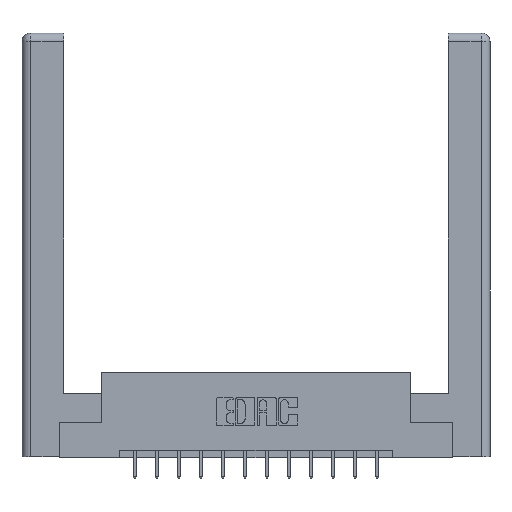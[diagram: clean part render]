
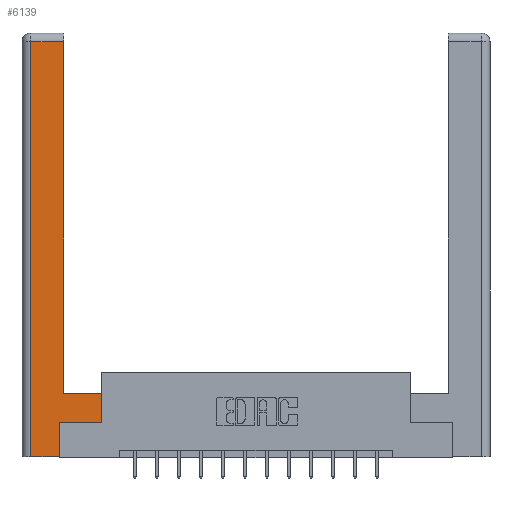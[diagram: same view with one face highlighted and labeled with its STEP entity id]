
A CAD part, top view. The second image highlights one B-rep face of the part: STEP entity #6139.
In plain terms, the highlighted planar face has unit normal (0, 0, 1).
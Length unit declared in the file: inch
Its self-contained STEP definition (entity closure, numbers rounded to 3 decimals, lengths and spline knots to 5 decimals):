
#9 = CARTESIAN_POINT ( 'NONE',  ( 0.295, 3., 0. ) ) ;
#425 = VERTEX_POINT ( 'NONE', #8050 ) ;
#1030 = LINE ( 'NONE', #12154, #6627 ) ;
#1091 = FACE_OUTER_BOUND ( 'NONE', #15079, .T. ) ;
#1452 = CARTESIAN_POINT ( 'NONE',  ( 0.295, 2.94, 0. ) ) ;
#1460 = LINE ( 'NONE', #9, #14059 ) ;
#1564 = VERTEX_POINT ( 'NONE', #1452 ) ;
#1649 = EDGE_CURVE ( 'NONE', #12016, #6990, #4756, .T. ) ;
#1821 = EDGE_CURVE ( 'NONE', #3256, #13697, #11217, .T. ) ;
#1892 = LINE ( 'NONE', #5025, #4005 ) ;
#2426 = DIRECTION ( 'NONE',  ( 0., 1., 0. ) ) ;
#2670 = CARTESIAN_POINT ( 'NONE',  ( 0.295, 0.45, 0. ) ) ;
#2748 = DIRECTION ( 'NONE',  ( 0., -1., 0. ) ) ;
#3028 = VECTOR ( 'NONE', #13043, 39.37008 ) ;
#3256 = VERTEX_POINT ( 'NONE', #14157 ) ;
#3336 = VERTEX_POINT ( 'NONE', #4471 ) ;
#3388 = DIRECTION ( 'NONE',  ( 0., 1., 0. ) ) ;
#3490 = CARTESIAN_POINT ( 'NONE',  ( 0.0615, 2.94, 0. ) ) ;
#3887 = CARTESIAN_POINT ( 'NONE',  ( 0.265, 0., 0. ) ) ;
#3958 = DIRECTION ( 'NONE',  ( -1., 0., 0. ) ) ;
#4005 = VECTOR ( 'NONE', #2748, 39.37008 ) ;
#4096 = LINE ( 'NONE', #3490, #13421 ) ;
#4239 = CARTESIAN_POINT ( 'NONE',  ( 0.565, 0.245, 0. ) ) ;
#4471 = CARTESIAN_POINT ( 'NONE',  ( 0.295, 0.45, 0. ) ) ;
#4580 = AXIS2_PLACEMENT_3D ( 'NONE', #13314, #6478, #3958 ) ;
#4756 = LINE ( 'NONE', #3887, #14436 ) ;
#4777 = ORIENTED_EDGE ( 'NONE', *, *, #12249, .T. ) ;
#5025 = CARTESIAN_POINT ( 'NONE',  ( 0.0615, 0., 0. ) ) ;
#5550 = EDGE_CURVE ( 'NONE', #425, #3336, #11602, .T. ) ;
#6085 = ORIENTED_EDGE ( 'NONE', *, *, #1821, .T. ) ;
#6086 = CARTESIAN_POINT ( 'NONE',  ( 0.265, 0.245, 0. ) ) ;
#6139 = ADVANCED_FACE ( 'NONE', ( #1091 ), #9652, .F. ) ;
#6350 = ORIENTED_EDGE ( 'NONE', *, *, #13345, .T. ) ;
#6478 = DIRECTION ( 'NONE',  ( 0., 0., -1. ) ) ;
#6498 = EDGE_CURVE ( 'NONE', #3336, #1564, #1460, .T. ) ;
#6627 = VECTOR ( 'NONE', #12211, 39.37008 ) ;
#6652 = LINE ( 'NONE', #6086, #13848 ) ;
#6990 = VERTEX_POINT ( 'NONE', #12488 ) ;
#7029 = ORIENTED_EDGE ( 'NONE', *, *, #14978, .T. ) ;
#7151 = VERTEX_POINT ( 'NONE', #14876 ) ;
#7575 = ORIENTED_EDGE ( 'NONE', *, *, #8491, .T. ) ;
#7981 = VECTOR ( 'NONE', #13234, 39.37008 ) ;
#8050 = CARTESIAN_POINT ( 'NONE',  ( 0.565, 0.45, 0. ) ) ;
#8491 = EDGE_CURVE ( 'NONE', #1564, #7151, #4096, .T. ) ;
#8638 = ORIENTED_EDGE ( 'NONE', *, *, #1649, .T. ) ;
#9652 = PLANE ( 'NONE',  #4580 ) ;
#10181 = ORIENTED_EDGE ( 'NONE', *, *, #6498, .T. ) ;
#10726 = CARTESIAN_POINT ( 'NONE',  ( 0.0615, 0., 0. ) ) ;
#10820 = CARTESIAN_POINT ( 'NONE',  ( 0.565, 0.245, 0. ) ) ;
#11217 = LINE ( 'NONE', #10820, #7981 ) ;
#11602 = LINE ( 'NONE', #2670, #3028 ) ;
#12016 = VERTEX_POINT ( 'NONE', #10726 ) ;
#12154 = CARTESIAN_POINT ( 'NONE',  ( 0.565, 0.45, 0. ) ) ;
#12211 = DIRECTION ( 'NONE',  ( 0., 1., 0. ) ) ;
#12249 = EDGE_CURVE ( 'NONE', #7151, #12016, #1892, .T. ) ;
#12392 = DIRECTION ( 'NONE',  ( 1., 0., 0. ) ) ;
#12488 = CARTESIAN_POINT ( 'NONE',  ( 0.265, 0., 0. ) ) ;
#13043 = DIRECTION ( 'NONE',  ( -1., 0., 0. ) ) ;
#13209 = DIRECTION ( 'NONE',  ( -1., 0., 0. ) ) ;
#13234 = DIRECTION ( 'NONE',  ( 1., 0., 0. ) ) ;
#13256 = ORIENTED_EDGE ( 'NONE', *, *, #5550, .T. ) ;
#13314 = CARTESIAN_POINT ( 'NONE',  ( 0., 0., 0. ) ) ;
#13345 = EDGE_CURVE ( 'NONE', #6990, #3256, #6652, .T. ) ;
#13421 = VECTOR ( 'NONE', #13209, 39.37008 ) ;
#13697 = VERTEX_POINT ( 'NONE', #4239 ) ;
#13848 = VECTOR ( 'NONE', #2426, 39.37008 ) ;
#14059 = VECTOR ( 'NONE', #3388, 39.37008 ) ;
#14157 = CARTESIAN_POINT ( 'NONE',  ( 0.265, 0.245, 0. ) ) ;
#14436 = VECTOR ( 'NONE', #12392, 39.37008 ) ;
#14876 = CARTESIAN_POINT ( 'NONE',  ( 0.0615, 2.94, 0. ) ) ;
#14978 = EDGE_CURVE ( 'NONE', #13697, #425, #1030, .T. ) ;
#15079 = EDGE_LOOP ( 'NONE', ( #10181, #7575, #4777, #8638, #6350, #6085, #7029, #13256 ) ) ;
